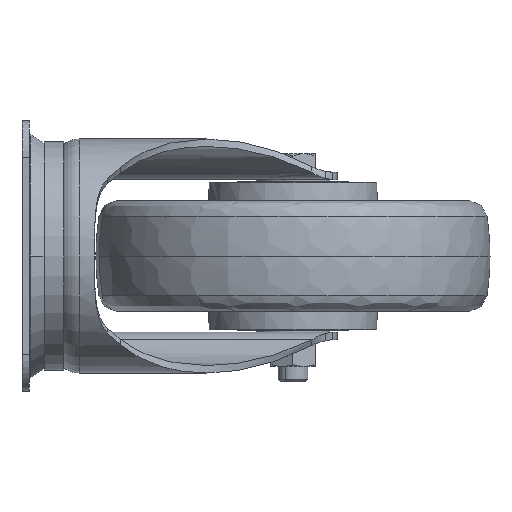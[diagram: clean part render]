
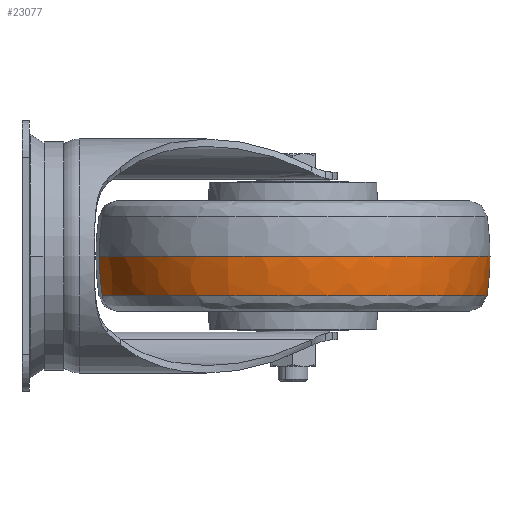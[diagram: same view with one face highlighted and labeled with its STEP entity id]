
A CAD part, left-side view. The second image highlights one B-rep face of the part: STEP entity #23077.
In plain terms, the highlighted toroidal (fillet/blend) face has major radius 25 mm and minor radius 105 mm.
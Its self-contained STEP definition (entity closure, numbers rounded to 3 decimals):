
#17 = EDGE_CURVE ( 'NONE', #22412, #725, #140, .T. ) ;
#140 = CIRCLE ( 'NONE', #15925, 105. ) ;
#165 = DIRECTION ( 'NONE',  ( 0., 0., 1. ) ) ;
#583 = DIRECTION ( 'NONE',  ( 0., 0., 1. ) ) ;
#725 = VERTEX_POINT ( 'NONE', #21232 ) ;
#848 = CIRCLE ( 'NONE', #9697, 78.788 ) ;
#899 = DIRECTION ( 'NONE',  ( 0.186, -0.983, 0. ) ) ;
#901 = VERTEX_POINT ( 'NONE', #18197 ) ;
#1451 = EDGE_CURVE ( 'NONE', #725, #14821, #21754, .T. ) ;
#1794 = CARTESIAN_POINT ( 'NONE',  ( 69.871, -188.606, 0. ) ) ;
#2605 = CARTESIAN_POINT ( 'NONE',  ( 59.647, -134.564, -0.186 ) ) ;
#3831 = CIRCLE ( 'NONE', #9031, 105. ) ;
#4441 = ORIENTED_EDGE ( 'NONE', *, *, #17, .F. ) ;
#4996 = ORIENTED_EDGE ( 'NONE', *, *, #1451, .F. ) ;
#5466 = CARTESIAN_POINT ( 'NONE',  ( 55., -110., 0. ) ) ;
#5714 = DIRECTION ( 'NONE',  ( 0.186, -0.983, 0. ) ) ;
#9031 = AXIS2_PLACEMENT_3D ( 'NONE', #15792, #19718, #10054 ) ;
#9042 = EDGE_LOOP ( 'NONE', ( #4441, #24995, #18971, #4996 ) ) ;
#9697 = AXIS2_PLACEMENT_3D ( 'NONE', #21002, #583, #21255 ) ;
#10054 = DIRECTION ( 'NONE',  ( 0.186, -0.983, 0. ) ) ;
#10684 = CARTESIAN_POINT ( 'NONE',  ( 40.355, -32.585, -16.094 ) ) ;
#14223 = DIRECTION ( 'NONE',  ( 0.983, 0.186, 0. ) ) ;
#14821 = VERTEX_POINT ( 'NONE', #1794 ) ;
#15792 = CARTESIAN_POINT ( 'NONE',  ( 50.353, -85.436, -0.186 ) ) ;
#15850 = DIRECTION ( 'NONE',  ( 0., 0., 1. ) ) ;
#15925 = AXIS2_PLACEMENT_3D ( 'NONE', #2605, #14223, #21939 ) ;
#18010 = EDGE_CURVE ( 'NONE', #901, #14821, #3831, .T. ) ;
#18197 = CARTESIAN_POINT ( 'NONE',  ( 69.645, -187.415, -16.094 ) ) ;
#18928 = AXIS2_PLACEMENT_3D ( 'NONE', #20027, #15850, #899 ) ;
#18971 = ORIENTED_EDGE ( 'NONE', *, *, #18010, .T. ) ;
#19718 = DIRECTION ( 'NONE',  ( -0.983, -0.186, 0. ) ) ;
#20027 = CARTESIAN_POINT ( 'NONE',  ( 55., -110., -0.186 ) ) ;
#20109 = EDGE_CURVE ( 'NONE', #22412, #901, #848, .T. ) ;
#20152 = FACE_OUTER_BOUND ( 'NONE', #9042, .T. ) ;
#21002 = CARTESIAN_POINT ( 'NONE',  ( 55., -110., -16.094 ) ) ;
#21232 = CARTESIAN_POINT ( 'NONE',  ( 40.129, -31.394, 0. ) ) ;
#21255 = DIRECTION ( 'NONE',  ( 0.186, -0.983, 0. ) ) ;
#21400 = TOROIDAL_SURFACE ( 'NONE', #18928, -25., 105. ) ;
#21754 = CIRCLE ( 'NONE', #24992, 80. ) ;
#21939 = DIRECTION ( 'NONE',  ( -0.186, 0.983, 0. ) ) ;
#22412 = VERTEX_POINT ( 'NONE', #10684 ) ;
#23077 = ADVANCED_FACE ( 'NONE', ( #20152 ), #21400, .T. ) ;
#24992 = AXIS2_PLACEMENT_3D ( 'NONE', #5466, #165, #5714 ) ;
#24995 = ORIENTED_EDGE ( 'NONE', *, *, #20109, .T. ) ;
